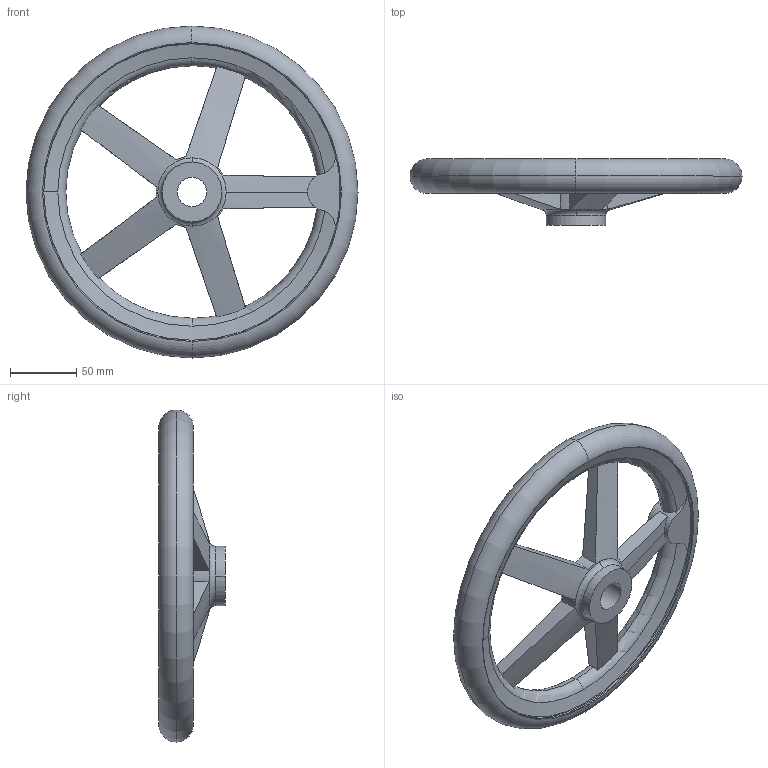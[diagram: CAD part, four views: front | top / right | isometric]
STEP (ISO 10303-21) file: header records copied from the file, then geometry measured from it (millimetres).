
FILE_DESCRIPTION( ( '' ), '1' );
FILE_NAME( 'K0160.0250X22.stp', '2012-10-24T13:43:04', ( '' ), ( '' ), ' ', ' ', ' ' );
FILE_SCHEMA( ( 'CONFIG_CONTROL_DESIGN' ) );
Length unit declared in the file: millimetre
Products named in the file (1): 1
Bounding box: 250 x 49.99 x 250 mm (x, y, z)
Volume: 513673.6 mm3; surface area: 94694.3 mm2
Topology: 1 solids, 1 shells, 68 faces, 219 edges, 144 vertices
Faces by surface type: torus 26, cylinder 20, plane 14, cone 8
Entity records: 3362 total; most frequent: CARTESIAN_POINT 1396, ORIENTED_EDGE 438, DIRECTION 416, EDGE_CURVE 219, AXIS2_PLACEMENT_3D 192, VERTEX_POINT 144, CIRCLE 123, EDGE_LOOP 71
